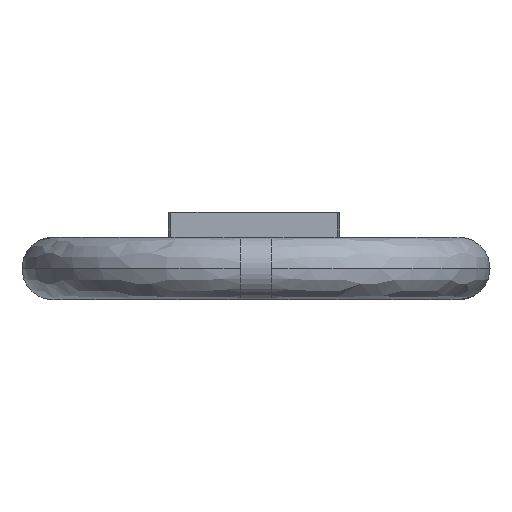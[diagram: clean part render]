
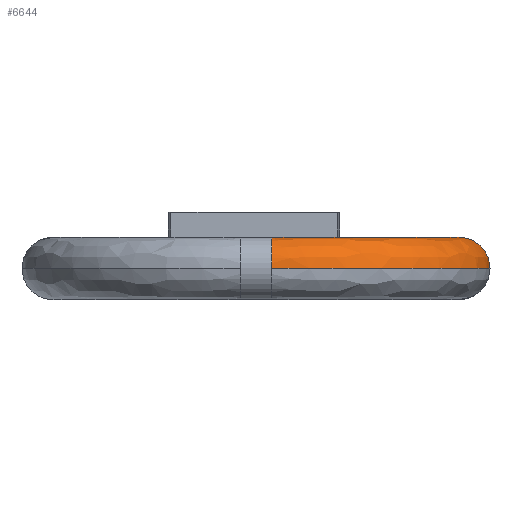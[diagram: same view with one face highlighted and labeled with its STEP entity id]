
A CAD part, left-side view. The second image highlights one B-rep face of the part: STEP entity #6644.
In plain terms, the highlighted free-form (B-spline) face has degree [3, 3] with [4, 4] control points.
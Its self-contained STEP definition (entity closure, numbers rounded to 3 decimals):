
#127 = CARTESIAN_POINT ( 'NONE',  ( -50., -0.5, 1.586 ) ) ;
#191 = CARTESIAN_POINT ( 'NONE',  ( -46.515, -6.5, 2. ) ) ;
#209 = CIRCLE ( 'NONE', #6289, 7. ) ;
#223 = CARTESIAN_POINT ( 'NONE',  ( -43., -7.086, 2. ) ) ;
#366 = DIRECTION ( 'NONE',  ( -1., 0., 0. ) ) ;
#697 = ORIENTED_EDGE ( 'NONE', *, *, #5150, .T. ) ;
#918 = CARTESIAN_POINT ( 'NONE',  ( -43., -7.5, 1. ) ) ;
#1205 = AXIS2_PLACEMENT_3D ( 'NONE', #3543, #2849, #7812 ) ;
#1267 = CARTESIAN_POINT ( 'NONE',  ( -43., -7.5, 1. ) ) ;
#1593 = EDGE_CURVE ( 'NONE', #3128, #8299, #2881, .T. ) ;
#1801 = VERTEX_POINT ( 'NONE', #1267 ) ;
#2106 = EDGE_CURVE ( 'NONE', #8299, #6074, #3285, .T. ) ;
#2246 = CARTESIAN_POINT ( 'NONE',  ( -49., -4.015, 2. ) ) ;
#2278 = CARTESIAN_POINT ( 'NONE',  ( -43., -6.5, 2. ) ) ;
#2291 = CARTESIAN_POINT ( 'NONE',  ( -43., -0.5, 1. ) ) ;
#2324 = CARTESIAN_POINT ( 'NONE',  ( -50., -0.5, 1. ) ) ;
#2431 = CARTESIAN_POINT ( 'NONE',  ( -49., -0.5, 2. ) ) ;
#2849 = DIRECTION ( 'NONE',  ( 1., 0., 0. ) ) ;
#2881 =( BOUNDED_CURVE ( )  B_SPLINE_CURVE ( 3, ( #6545, #191, #2246, #2431 ),
 .UNSPECIFIED., .F., .F. ) 
 B_SPLINE_CURVE_WITH_KNOTS ( ( 4, 4 ),
 ( 0., 1. ),
 .UNSPECIFIED. ) 
 CURVE ( )  GEOMETRIC_REPRESENTATION_ITEM ( )  RATIONAL_B_SPLINE_CURVE ( ( 1., 0.805, 0.805, 1. ) ) 
 REPRESENTATION_ITEM ( '' )  );
#3128 = VERTEX_POINT ( 'NONE', #6724 ) ;
#3285 = CIRCLE ( 'NONE', #8484, 1. ) ;
#3543 = CARTESIAN_POINT ( 'NONE',  ( -43., -6.5, 1. ) ) ;
#3698 = CARTESIAN_POINT ( 'NONE',  ( -46.858, -7.086, 2. ) ) ;
#3761 = DIRECTION ( 'NONE',  ( 0., 0., 1. ) ) ;
#4351 = CARTESIAN_POINT ( 'NONE',  ( -47.101, -7.5, 1.586 ) ) ;
#4428 = ORIENTED_EDGE ( 'NONE', *, *, #2106, .T. ) ;
#4491 = CARTESIAN_POINT ( 'NONE',  ( -49., -0.5, 2. ) ) ;
#4652 = EDGE_CURVE ( 'NONE', #3128, #1801, #8010, .T. ) ;
#4722 = DIRECTION ( 'NONE',  ( 0., -1., 0. ) ) ;
#4838 = CARTESIAN_POINT ( 'NONE',  ( -50., -0.5, 1. ) ) ;
#5095 = FACE_OUTER_BOUND ( 'NONE', #6938, .T. ) ;
#5106 = DIRECTION ( 'NONE',  ( 1., 0., 0. ) ) ;
#5150 = EDGE_CURVE ( 'NONE', #6074, #1801, #209, .T. ) ;
#5185 = CARTESIAN_POINT ( 'NONE',  ( -50., -4.601, 1. ) ) ;
#5372 =( BOUNDED_SURFACE ( )  B_SPLINE_SURFACE ( 3, 3, ( 
 ( #4491, #8014, #7372, #2278 ),
 ( #7924, #8677, #3698, #223 ),
 ( #127, #8063, #4351, #5802 ),
 ( #2324, #5185, #5934, #918 ) ),
 .UNSPECIFIED., .F., .F., .F. ) 
 B_SPLINE_SURFACE_WITH_KNOTS ( ( 4, 4 ),
 ( 4, 4 ),
 ( 0., 1. ),
 ( 0., 1. ),
 .UNSPECIFIED. ) 
 GEOMETRIC_REPRESENTATION_ITEM ( )  RATIONAL_B_SPLINE_SURFACE ( (
 ( 1., 0.805, 0.805, 1.),
 ( 0.805, 0.648, 0.648, 0.805),
 ( 0.805, 0.648, 0.648, 0.805),
 ( 1., 0.805, 0.805, 1.) ) ) 
 REPRESENTATION_ITEM ( '' )  SURFACE ( )  );
#5802 = CARTESIAN_POINT ( 'NONE',  ( -43., -7.5, 1.586 ) ) ;
#5934 = CARTESIAN_POINT ( 'NONE',  ( -47.101, -7.5, 1. ) ) ;
#6074 = VERTEX_POINT ( 'NONE', #4838 ) ;
#6289 = AXIS2_PLACEMENT_3D ( 'NONE', #2291, #3761, #5106 ) ;
#6545 = CARTESIAN_POINT ( 'NONE',  ( -43., -6.5, 2. ) ) ;
#6644 = ADVANCED_FACE ( 'NONE', ( #5095 ), #5372, .T. ) ;
#6654 = ORIENTED_EDGE ( 'NONE', *, *, #1593, .T. ) ;
#6724 = CARTESIAN_POINT ( 'NONE',  ( -43., -6.5, 2. ) ) ;
#6938 = EDGE_LOOP ( 'NONE', ( #4428, #697, #8005, #6654 ) ) ;
#7070 = CARTESIAN_POINT ( 'NONE',  ( -49., -0.5, 2. ) ) ;
#7372 = CARTESIAN_POINT ( 'NONE',  ( -46.515, -6.5, 2. ) ) ;
#7812 = DIRECTION ( 'NONE',  ( 0., -1., 0. ) ) ;
#7924 = CARTESIAN_POINT ( 'NONE',  ( -49.586, -0.5, 2. ) ) ;
#8005 = ORIENTED_EDGE ( 'NONE', *, *, #4652, .F. ) ;
#8010 = CIRCLE ( 'NONE', #1205, 1. ) ;
#8014 = CARTESIAN_POINT ( 'NONE',  ( -49., -4.015, 2. ) ) ;
#8063 = CARTESIAN_POINT ( 'NONE',  ( -50., -4.601, 1.586 ) ) ;
#8299 = VERTEX_POINT ( 'NONE', #7070 ) ;
#8484 = AXIS2_PLACEMENT_3D ( 'NONE', #9002, #4722, #366 ) ;
#8677 = CARTESIAN_POINT ( 'NONE',  ( -49.586, -4.358, 2. ) ) ;
#9002 = CARTESIAN_POINT ( 'NONE',  ( -49., -0.5, 1. ) ) ;
